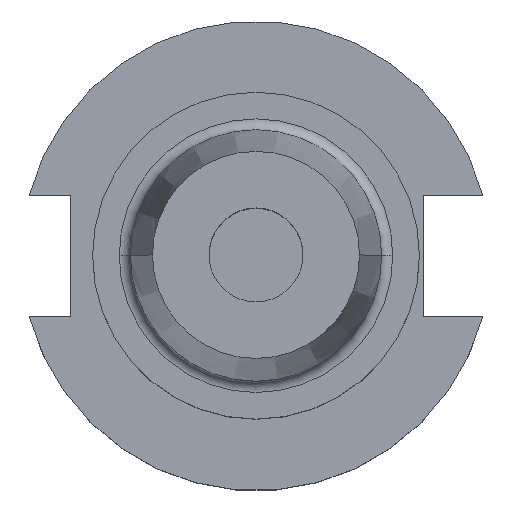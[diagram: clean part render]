
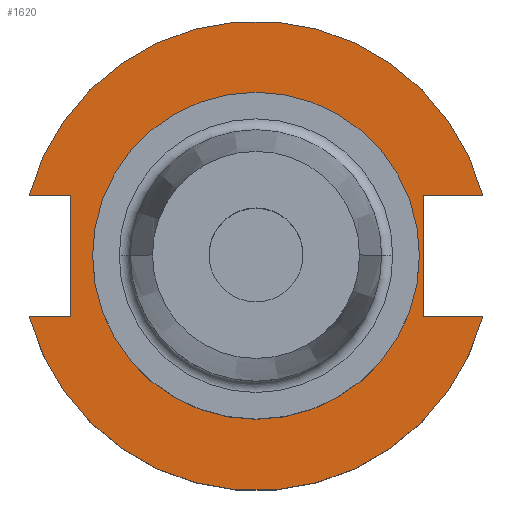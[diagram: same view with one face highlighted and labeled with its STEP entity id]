
A CAD part, top view. The second image highlights one B-rep face of the part: STEP entity #1620.
In plain terms, the highlighted planar face has unit normal (0, 0, 1).
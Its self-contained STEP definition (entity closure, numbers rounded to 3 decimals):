
#21 = EDGE_CURVE ( 'NONE', #414, #1023, #1371, .T. ) ;
#35 = VECTOR ( 'NONE', #269, 1000. ) ;
#45 = EDGE_CURVE ( 'NONE', #1407, #1009, #1028, .T. ) ;
#112 = EDGE_CURVE ( 'NONE', #1009, #153, #164, .T. ) ;
#135 = VERTEX_POINT ( 'NONE', #274 ) ;
#144 = CARTESIAN_POINT ( 'NONE',  ( 22.606, 22.1, 19.05 ) ) ;
#149 = DIRECTION ( 'NONE',  ( 1., 0., 0. ) ) ;
#153 = VERTEX_POINT ( 'NONE', #857 ) ;
#164 = LINE ( 'NONE', #1176, #1151 ) ;
#168 = DIRECTION ( 'NONE',  ( 1., 0., 0. ) ) ;
#195 = EDGE_CURVE ( 'NONE', #604, #1520, #1416, .T. ) ;
#204 = FACE_BOUND ( 'NONE', #1411, .T. ) ;
#234 = EDGE_CURVE ( 'NONE', #1520, #604, #1320, .T. ) ;
#242 = VECTOR ( 'NONE', #1552, 1000. ) ;
#256 = DIRECTION ( 'NONE',  ( 1., 0., 0. ) ) ;
#257 = DIRECTION ( 'NONE',  ( -1., 0., 0. ) ) ;
#268 = ORIENTED_EDGE ( 'NONE', *, *, #1119, .F. ) ;
#269 = DIRECTION ( 'NONE',  ( 0., 1., 0. ) ) ;
#272 = CARTESIAN_POINT ( 'NONE',  ( 0., 0., 19.05 ) ) ;
#274 = CARTESIAN_POINT ( 'NONE',  ( -30.675, -8.191, 19.05 ) ) ;
#305 = VECTOR ( 'NONE', #256, 1000. ) ;
#339 = CARTESIAN_POINT ( 'NONE',  ( 0., 0., 19.05 ) ) ;
#364 = VERTEX_POINT ( 'NONE', #1469 ) ;
#407 = LINE ( 'NONE', #892, #1664 ) ;
#414 = VERTEX_POINT ( 'NONE', #1070 ) ;
#426 = EDGE_LOOP ( 'NONE', ( #1158, #1058, #911, #1131, #1056, #268, #1014, #1417 ) ) ;
#468 = DIRECTION ( 'NONE',  ( 1., 0., 0. ) ) ;
#505 = DIRECTION ( 'NONE',  ( 1., 0., 0. ) ) ;
#532 = CIRCLE ( 'NONE', #541, 31.75 ) ;
#541 = AXIS2_PLACEMENT_3D ( 'NONE', #624, #1405, #505 ) ;
#562 = CARTESIAN_POINT ( 'NONE',  ( -30.675, 8.191, 19.05 ) ) ;
#571 = EDGE_CURVE ( 'NONE', #135, #153, #573, .T. ) ;
#573 = LINE ( 'NONE', #1513, #242 ) ;
#581 = EDGE_CURVE ( 'NONE', #1577, #1407, #532, .T. ) ;
#602 = CARTESIAN_POINT ( 'NONE',  ( -25.091, 8.191, 19.05 ) ) ;
#604 = VERTEX_POINT ( 'NONE', #751 ) ;
#614 = AXIS2_PLACEMENT_3D ( 'NONE', #1212, #705, #1609 ) ;
#624 = CARTESIAN_POINT ( 'NONE',  ( 0., 0., 19.05 ) ) ;
#642 = ORIENTED_EDGE ( 'NONE', *, *, #234, .F. ) ;
#705 = DIRECTION ( 'NONE',  ( 0., 0., -1. ) ) ;
#751 = CARTESIAN_POINT ( 'NONE',  ( -22.1, 0., 19.05 ) ) ;
#857 = CARTESIAN_POINT ( 'NONE',  ( -25.091, -8.191, 19.05 ) ) ;
#885 = AXIS2_PLACEMENT_3D ( 'NONE', #339, #1229, #468 ) ;
#892 = CARTESIAN_POINT ( 'NONE',  ( 0., -8.191, 19.05 ) ) ;
#911 = ORIENTED_EDGE ( 'NONE', *, *, #1673, .T. ) ;
#923 = VECTOR ( 'NONE', #257, 1000. ) ;
#966 = LINE ( 'NONE', #1152, #923 ) ;
#1009 = VERTEX_POINT ( 'NONE', #602 ) ;
#1014 = ORIENTED_EDGE ( 'NONE', *, *, #581, .T. ) ;
#1018 = DIRECTION ( 'NONE',  ( 1., 0., 0. ) ) ;
#1020 = ORIENTED_EDGE ( 'NONE', *, *, #195, .F. ) ;
#1023 = VERTEX_POINT ( 'NONE', #1656 ) ;
#1028 = LINE ( 'NONE', #1412, #305 ) ;
#1040 = DIRECTION ( 'NONE',  ( 0., 0., 1. ) ) ;
#1056 = ORIENTED_EDGE ( 'NONE', *, *, #21, .T. ) ;
#1058 = ORIENTED_EDGE ( 'NONE', *, *, #571, .F. ) ;
#1061 = CARTESIAN_POINT ( 'NONE',  ( 0., 0., 19.05 ) ) ;
#1070 = CARTESIAN_POINT ( 'NONE',  ( 22.606, -8.191, 19.05 ) ) ;
#1097 = EDGE_CURVE ( 'NONE', #414, #364, #407, .T. ) ;
#1119 = EDGE_CURVE ( 'NONE', #1577, #1023, #966, .T. ) ;
#1131 = ORIENTED_EDGE ( 'NONE', *, *, #1097, .F. ) ;
#1151 = VECTOR ( 'NONE', #1173, 1000. ) ;
#1152 = CARTESIAN_POINT ( 'NONE',  ( 0., 8.191, 19.05 ) ) ;
#1158 = ORIENTED_EDGE ( 'NONE', *, *, #112, .T. ) ;
#1173 = DIRECTION ( 'NONE',  ( 0., -1., 0. ) ) ;
#1176 = CARTESIAN_POINT ( 'NONE',  ( -25.091, 8.191, 19.05 ) ) ;
#1212 = CARTESIAN_POINT ( 'NONE',  ( 0., 22.1, 19.05 ) ) ;
#1225 = CARTESIAN_POINT ( 'NONE',  ( 22.1, 0., 19.05 ) ) ;
#1229 = DIRECTION ( 'NONE',  ( 0., 0., 1. ) ) ;
#1254 = AXIS2_PLACEMENT_3D ( 'NONE', #1061, #1578, #168 ) ;
#1320 = CIRCLE ( 'NONE', #1526, 22.1 ) ;
#1371 = LINE ( 'NONE', #144, #35 ) ;
#1405 = DIRECTION ( 'NONE',  ( 0., 0., 1. ) ) ;
#1407 = VERTEX_POINT ( 'NONE', #562 ) ;
#1411 = EDGE_LOOP ( 'NONE', ( #642, #1020 ) ) ;
#1412 = CARTESIAN_POINT ( 'NONE',  ( -61.091, 8.191, 19.05 ) ) ;
#1416 = CIRCLE ( 'NONE', #1254, 22.1 ) ;
#1417 = ORIENTED_EDGE ( 'NONE', *, *, #45, .T. ) ;
#1445 = CIRCLE ( 'NONE', #885, 31.75 ) ;
#1469 = CARTESIAN_POINT ( 'NONE',  ( 30.675, -8.191, 19.05 ) ) ;
#1481 = PLANE ( 'NONE',  #614 ) ;
#1507 = CARTESIAN_POINT ( 'NONE',  ( 30.675, 8.191, 19.05 ) ) ;
#1513 = CARTESIAN_POINT ( 'NONE',  ( -61.091, -8.191, 19.05 ) ) ;
#1520 = VERTEX_POINT ( 'NONE', #1225 ) ;
#1526 = AXIS2_PLACEMENT_3D ( 'NONE', #272, #1040, #149 ) ;
#1552 = DIRECTION ( 'NONE',  ( 1., 0., 0. ) ) ;
#1572 = FACE_OUTER_BOUND ( 'NONE', #426, .T. ) ;
#1577 = VERTEX_POINT ( 'NONE', #1507 ) ;
#1578 = DIRECTION ( 'NONE',  ( 0., 0., 1. ) ) ;
#1609 = DIRECTION ( 'NONE',  ( -1., 0., 0. ) ) ;
#1620 = ADVANCED_FACE ( 'NONE', ( #204, #1572 ), #1481, .F. ) ;
#1656 = CARTESIAN_POINT ( 'NONE',  ( 22.606, 8.191, 19.05 ) ) ;
#1664 = VECTOR ( 'NONE', #1018, 1000. ) ;
#1673 = EDGE_CURVE ( 'NONE', #135, #364, #1445, .T. ) ;
